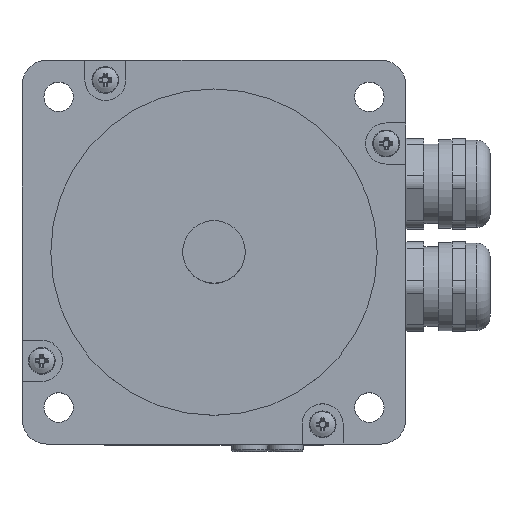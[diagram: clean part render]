
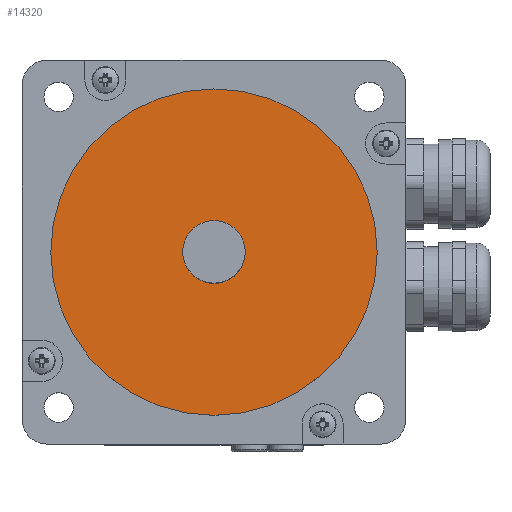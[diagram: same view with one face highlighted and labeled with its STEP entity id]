
A CAD part, top view. The second image highlights one B-rep face of the part: STEP entity #14320.
In plain terms, the highlighted planar face has unit normal (0, 0, 1).
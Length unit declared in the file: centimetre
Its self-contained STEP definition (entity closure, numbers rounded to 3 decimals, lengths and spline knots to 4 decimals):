
#629=PLANE('',#15213);
#1034=FACE_OUTER_BOUND('',#1875,.T.);
#1875=EDGE_LOOP('',(#9409));
#4999=CIRCLE('',#15212,3.6513);
#5814=VERTEX_POINT('',#21331);
#7255=EDGE_CURVE('',#5814,#5814,#4999,.T.);
#9409=ORIENTED_EDGE('',*,*,#7255,.F.);
#14320=ADVANCED_FACE('',(#1034),#629,.F.);
#15212=AXIS2_PLACEMENT_3D('',#21332,#17041,#17042);
#15213=AXIS2_PLACEMENT_3D('',#21333,#17043,#17044);
#17041=DIRECTION('center_axis',(0.,0.,-1.));
#17042=DIRECTION('ref_axis',(-1.,0.,0.));
#17043=DIRECTION('center_axis',(0.,0.,-1.));
#17044=DIRECTION('ref_axis',(-1.,0.,0.));
#21331=CARTESIAN_POINT('',(3.6513,0.,1.96));
#21332=CARTESIAN_POINT('Origin',(0.,0.,1.96));
#21333=CARTESIAN_POINT('Origin',(0.,0.,1.96));
